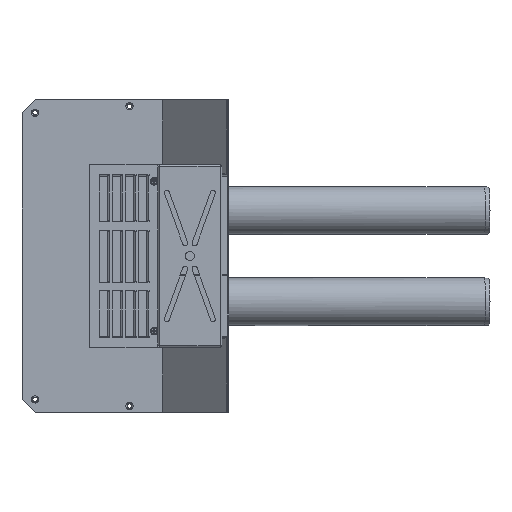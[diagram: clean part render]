
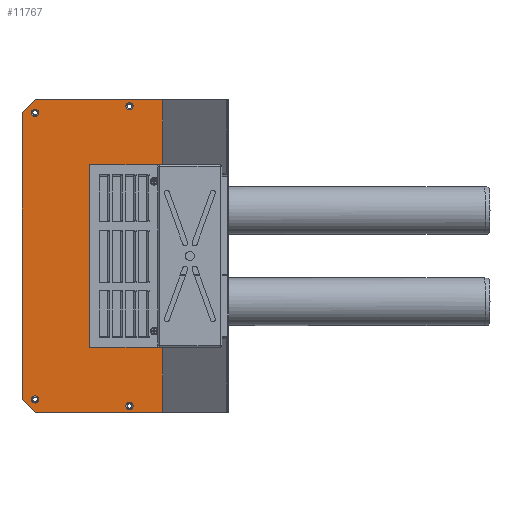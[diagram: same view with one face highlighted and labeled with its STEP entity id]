
A CAD part, top view. The second image highlights one B-rep face of the part: STEP entity #11767.
In plain terms, the highlighted planar face has unit normal (0, 0, 1).
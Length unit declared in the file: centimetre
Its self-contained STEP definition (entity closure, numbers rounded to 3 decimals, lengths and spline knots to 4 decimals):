
#35=FACE_BOUND('',#1430,.T.);
#36=FACE_BOUND('',#1431,.T.);
#37=FACE_BOUND('',#1432,.T.);
#38=FACE_BOUND('',#1433,.T.);
#193=PLANE('',#12480);
#752=FACE_OUTER_BOUND('',#1429,.T.);
#1429=EDGE_LOOP('',(#8301,#8302,#8303,#8304,#8305,#8306,#8307,#8308,#8309,
#8310,#8311,#8312,#8313,#8314,#8315,#8316,#8317,#8318,#8319,#8320));
#1430=EDGE_LOOP('',(#8321));
#1431=EDGE_LOOP('',(#8322));
#1432=EDGE_LOOP('',(#8323));
#1433=EDGE_LOOP('',(#8324));
#2287=LINE('',#17030,#3705);
#2288=LINE('',#17032,#3706);
#2289=LINE('',#17034,#3707);
#2290=LINE('',#17036,#3708);
#2291=LINE('',#17038,#3709);
#2292=LINE('',#17040,#3710);
#2293=LINE('',#17042,#3711);
#2294=LINE('',#17044,#3712);
#2295=LINE('',#17046,#3713);
#2296=LINE('',#17050,#3714);
#2297=LINE('',#17054,#3715);
#2298=LINE('',#17056,#3716);
#2299=LINE('',#17058,#3717);
#2300=LINE('',#17060,#3718);
#2301=LINE('',#17062,#3719);
#2302=LINE('',#17064,#3720);
#2303=LINE('',#17066,#3721);
#2304=LINE('',#17067,#3722);
#3705=VECTOR('',#13586,10.);
#3706=VECTOR('',#13587,10.);
#3707=VECTOR('',#13588,10.);
#3708=VECTOR('',#13589,10.);
#3709=VECTOR('',#13590,10.);
#3710=VECTOR('',#13591,10.);
#3711=VECTOR('',#13592,10.);
#3712=VECTOR('',#13593,10.);
#3713=VECTOR('',#13594,10.);
#3714=VECTOR('',#13597,10.);
#3715=VECTOR('',#13600,10.);
#3716=VECTOR('',#13601,10.);
#3717=VECTOR('',#13602,10.);
#3718=VECTOR('',#13603,10.);
#3719=VECTOR('',#13604,10.);
#3720=VECTOR('',#13605,10.);
#3721=VECTOR('',#13606,10.);
#3722=VECTOR('',#13607,10.);
#5090=CIRCLE('',#12478,5.5);
#5092=CIRCLE('',#12481,3.);
#5093=CIRCLE('',#12482,3.);
#5094=CIRCLE('',#12483,5.5);
#5095=CIRCLE('',#12484,5.5);
#5096=CIRCLE('',#12485,5.5);
#5416=VERTEX_POINT('',#17022);
#5418=VERTEX_POINT('',#17028);
#5419=VERTEX_POINT('',#17029);
#5420=VERTEX_POINT('',#17031);
#5421=VERTEX_POINT('',#17033);
#5422=VERTEX_POINT('',#17035);
#5423=VERTEX_POINT('',#17037);
#5424=VERTEX_POINT('',#17039);
#5425=VERTEX_POINT('',#17041);
#5426=VERTEX_POINT('',#17043);
#5427=VERTEX_POINT('',#17045);
#5428=VERTEX_POINT('',#17047);
#5429=VERTEX_POINT('',#17049);
#5430=VERTEX_POINT('',#17051);
#5431=VERTEX_POINT('',#17053);
#5432=VERTEX_POINT('',#17055);
#5433=VERTEX_POINT('',#17057);
#5434=VERTEX_POINT('',#17059);
#5435=VERTEX_POINT('',#17061);
#5436=VERTEX_POINT('',#17063);
#5437=VERTEX_POINT('',#17065);
#5438=VERTEX_POINT('',#17068);
#5439=VERTEX_POINT('',#17070);
#5440=VERTEX_POINT('',#17072);
#6509=EDGE_CURVE('',#5416,#5416,#5090,.T.);
#6512=EDGE_CURVE('',#5418,#5419,#2287,.T.);
#6513=EDGE_CURVE('',#5420,#5418,#2288,.T.);
#6514=EDGE_CURVE('',#5421,#5420,#2289,.T.);
#6515=EDGE_CURVE('',#5422,#5421,#2290,.T.);
#6516=EDGE_CURVE('',#5423,#5422,#2291,.T.);
#6517=EDGE_CURVE('',#5424,#5423,#2292,.T.);
#6518=EDGE_CURVE('',#5425,#5424,#2293,.T.);
#6519=EDGE_CURVE('',#5426,#5425,#2294,.T.);
#6520=EDGE_CURVE('',#5427,#5426,#2295,.T.);
#6521=EDGE_CURVE('',#5428,#5427,#5092,.T.);
#6522=EDGE_CURVE('',#5429,#5428,#2296,.T.);
#6523=EDGE_CURVE('',#5430,#5429,#5093,.T.);
#6524=EDGE_CURVE('',#5431,#5430,#2297,.T.);
#6525=EDGE_CURVE('',#5432,#5431,#2298,.T.);
#6526=EDGE_CURVE('',#5433,#5432,#2299,.T.);
#6527=EDGE_CURVE('',#5434,#5433,#2300,.T.);
#6528=EDGE_CURVE('',#5435,#5434,#2301,.T.);
#6529=EDGE_CURVE('',#5436,#5435,#2302,.T.);
#6530=EDGE_CURVE('',#5437,#5436,#2303,.T.);
#6531=EDGE_CURVE('',#5419,#5437,#2304,.T.);
#6532=EDGE_CURVE('',#5438,#5438,#5094,.T.);
#6533=EDGE_CURVE('',#5439,#5439,#5095,.T.);
#6534=EDGE_CURVE('',#5440,#5440,#5096,.T.);
#8301=ORIENTED_EDGE('',*,*,#6512,.F.);
#8302=ORIENTED_EDGE('',*,*,#6513,.F.);
#8303=ORIENTED_EDGE('',*,*,#6514,.F.);
#8304=ORIENTED_EDGE('',*,*,#6515,.F.);
#8305=ORIENTED_EDGE('',*,*,#6516,.F.);
#8306=ORIENTED_EDGE('',*,*,#6517,.F.);
#8307=ORIENTED_EDGE('',*,*,#6518,.F.);
#8308=ORIENTED_EDGE('',*,*,#6519,.F.);
#8309=ORIENTED_EDGE('',*,*,#6520,.F.);
#8310=ORIENTED_EDGE('',*,*,#6521,.F.);
#8311=ORIENTED_EDGE('',*,*,#6522,.F.);
#8312=ORIENTED_EDGE('',*,*,#6523,.F.);
#8313=ORIENTED_EDGE('',*,*,#6524,.F.);
#8314=ORIENTED_EDGE('',*,*,#6525,.F.);
#8315=ORIENTED_EDGE('',*,*,#6526,.F.);
#8316=ORIENTED_EDGE('',*,*,#6527,.F.);
#8317=ORIENTED_EDGE('',*,*,#6528,.F.);
#8318=ORIENTED_EDGE('',*,*,#6529,.F.);
#8319=ORIENTED_EDGE('',*,*,#6530,.F.);
#8320=ORIENTED_EDGE('',*,*,#6531,.F.);
#8321=ORIENTED_EDGE('',*,*,#6532,.F.);
#8322=ORIENTED_EDGE('',*,*,#6533,.F.);
#8323=ORIENTED_EDGE('',*,*,#6534,.F.);
#8324=ORIENTED_EDGE('',*,*,#6509,.F.);
#11767=ADVANCED_FACE('',(#752,#35,#36,#37,#38),#193,.T.);
#12478=AXIS2_PLACEMENT_3D('',#17023,#13579,#13580);
#12480=AXIS2_PLACEMENT_3D('',#17027,#13584,#13585);
#12481=AXIS2_PLACEMENT_3D('',#17048,#13595,#13596);
#12482=AXIS2_PLACEMENT_3D('',#17052,#13598,#13599);
#12483=AXIS2_PLACEMENT_3D('',#17069,#13608,#13609);
#12484=AXIS2_PLACEMENT_3D('',#17071,#13610,#13611);
#12485=AXIS2_PLACEMENT_3D('',#17073,#13612,#13613);
#13579=DIRECTION('center_axis',(0.,0.,1.));
#13580=DIRECTION('ref_axis',(0.,1.,0.));
#13584=DIRECTION('center_axis',(0.,0.,1.));
#13585=DIRECTION('ref_axis',(0.,-1.,0.));
#13586=DIRECTION('',(0.,1.,0.));
#13587=DIRECTION('',(-0.707,0.707,0.));
#13588=DIRECTION('',(-1.,0.,0.));
#13589=DIRECTION('',(0.,-1.,0.));
#13590=DIRECTION('',(1.,0.,0.));
#13591=DIRECTION('',(0.,1.,0.));
#13592=DIRECTION('',(1.,0.,0.));
#13593=DIRECTION('',(0.,-1.,0.));
#13594=DIRECTION('',(1.,0.,0.));
#13595=DIRECTION('center_axis',(0.,0.,1.));
#13596=DIRECTION('ref_axis',(1.,0.,0.));
#13597=DIRECTION('',(0.,-1.,0.));
#13598=DIRECTION('center_axis',(0.,0.,1.));
#13599=DIRECTION('ref_axis',(0.,-1.,0.));
#13600=DIRECTION('',(-1.,0.,0.));
#13601=DIRECTION('',(0.,-1.,0.));
#13602=DIRECTION('',(-1.,0.,0.));
#13603=DIRECTION('',(0.,1.,0.));
#13604=DIRECTION('',(-1.,0.,0.));
#13605=DIRECTION('',(0.,-1.,0.));
#13606=DIRECTION('',(1.,0.,0.));
#13607=DIRECTION('',(0.707,0.707,0.));
#13608=DIRECTION('center_axis',(0.,0.,1.));
#13609=DIRECTION('ref_axis',(0.,1.,0.));
#13610=DIRECTION('center_axis',(0.,0.,1.));
#13611=DIRECTION('ref_axis',(0.,1.,0.));
#13612=DIRECTION('center_axis',(0.,0.,1.));
#13613=DIRECTION('ref_axis',(0.,1.,0.));
#17022=CARTESIAN_POINT('',(20.,214.5,52.));
#17023=CARTESIAN_POINT('Origin',(20.,220.,52.));
#17027=CARTESIAN_POINT('Origin',(101.0934,0.,
52.));
#17028=CARTESIAN_POINT('',(0.,-220.,52.));
#17029=CARTESIAN_POINT('',(0.,220.,52.));
#17030=CARTESIAN_POINT('',(0.,220.,52.));
#17031=CARTESIAN_POINT('',(20.,-240.,52.));
#17032=CARTESIAN_POINT('',(0.,-220.,52.));
#17033=CARTESIAN_POINT('',(215.,-240.,52.));
#17034=CARTESIAN_POINT('',(20.,-240.,52.));
#17035=CARTESIAN_POINT('',(215.,-125.,52.));
#17036=CARTESIAN_POINT('',(215.,-240.,52.));
#17037=CARTESIAN_POINT('',(212.,-125.,52.));
#17038=CARTESIAN_POINT('',(215.,-125.,52.));
#17039=CARTESIAN_POINT('',(212.,-127.,52.));
#17040=CARTESIAN_POINT('',(212.,-125.,52.));
#17041=CARTESIAN_POINT('',(193.5,-127.,52.));
#17042=CARTESIAN_POINT('',(212.,-127.,52.));
#17043=CARTESIAN_POINT('',(193.5,-125.,52.));
#17044=CARTESIAN_POINT('',(193.5,-127.,52.));
#17045=CARTESIAN_POINT('',(118.,-125.,52.));
#17046=CARTESIAN_POINT('',(193.5,-125.,52.));
#17047=CARTESIAN_POINT('',(115.,-122.,52.));
#17048=CARTESIAN_POINT('Origin',(118.,-122.,52.));
#17049=CARTESIAN_POINT('',(115.,122.,52.));
#17050=CARTESIAN_POINT('',(115.,-122.,52.));
#17051=CARTESIAN_POINT('',(118.,125.,52.));
#17052=CARTESIAN_POINT('Origin',(118.,122.,52.));
#17053=CARTESIAN_POINT('',(193.5,125.,52.));
#17054=CARTESIAN_POINT('',(118.,125.,52.));
#17055=CARTESIAN_POINT('',(193.5,127.,52.));
#17056=CARTESIAN_POINT('',(193.5,125.,52.));
#17057=CARTESIAN_POINT('',(212.,127.,52.));
#17058=CARTESIAN_POINT('',(193.5,127.,52.));
#17059=CARTESIAN_POINT('',(212.,125.,52.));
#17060=CARTESIAN_POINT('',(212.,127.,52.));
#17061=CARTESIAN_POINT('',(215.,125.,52.));
#17062=CARTESIAN_POINT('',(212.,125.,52.));
#17063=CARTESIAN_POINT('',(215.,240.,52.));
#17064=CARTESIAN_POINT('',(215.,125.,52.));
#17065=CARTESIAN_POINT('',(20.,240.,52.));
#17066=CARTESIAN_POINT('',(215.,240.,52.));
#17067=CARTESIAN_POINT('',(20.,240.,52.));
#17068=CARTESIAN_POINT('',(165.,224.5,52.));
#17069=CARTESIAN_POINT('Origin',(165.,230.,52.));
#17070=CARTESIAN_POINT('',(20.,-225.5,52.));
#17071=CARTESIAN_POINT('Origin',(20.,-220.,52.));
#17072=CARTESIAN_POINT('',(165.,-235.5,52.));
#17073=CARTESIAN_POINT('Origin',(165.,-230.,52.));
